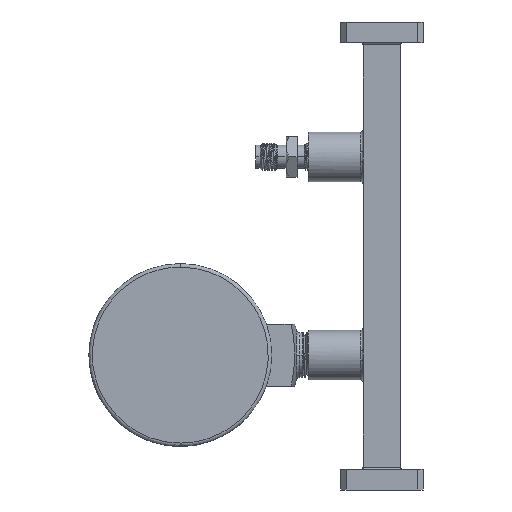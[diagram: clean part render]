
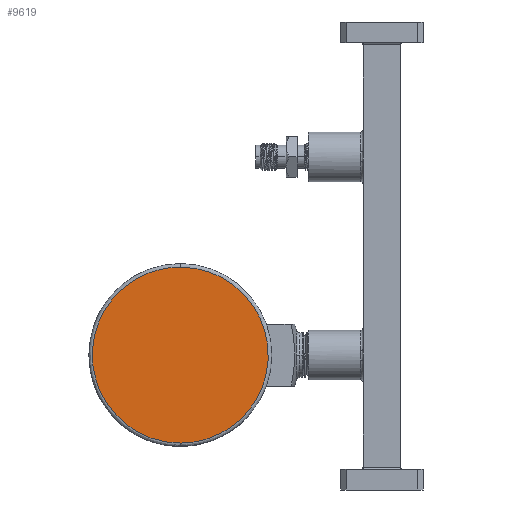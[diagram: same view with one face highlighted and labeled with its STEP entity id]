
A CAD part, left-side view. The second image highlights one B-rep face of the part: STEP entity #9619.
In plain terms, the highlighted planar face has unit normal (-1, 0, 0).
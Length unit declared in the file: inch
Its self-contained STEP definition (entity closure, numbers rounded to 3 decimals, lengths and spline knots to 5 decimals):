
#428 =( BOUNDED_CURVE ( )  B_SPLINE_CURVE ( 3, ( #533, #6430, #8535, #8616 ),
 .UNSPECIFIED., .F., .T. ) 
 B_SPLINE_CURVE_WITH_KNOTS ( ( 4, 4 ),
 ( 0., 1. ),
 .UNSPECIFIED. ) 
 CURVE ( )  GEOMETRIC_REPRESENTATION_ITEM ( )  RATIONAL_B_SPLINE_CURVE ( ( 1., 0.333, 0.333, 1. ) ) 
 REPRESENTATION_ITEM ( '' )  );
#533 = CARTESIAN_POINT ( 'NONE',  ( -0.375, 1.83, -1.69875 ) ) ;
#2979 = CARTESIAN_POINT ( 'NONE',  ( -0.375, 1.83, -1.69875 ) ) ;
#3019 = VERTEX_POINT ( 'NONE', #8773 ) ;
#3022 = EDGE_CURVE ( 'NONE', #3019, #7280, #23966, .T. ) ;
#4823 = CARTESIAN_POINT ( 'NONE',  ( -0.375, 0.2325, -1.69875 ) ) ;
#6430 = CARTESIAN_POINT ( 'NONE',  ( -0.375, 3.4275, -1.69875 ) ) ;
#7280 = VERTEX_POINT ( 'NONE', #25598 ) ;
#8535 = CARTESIAN_POINT ( 'NONE',  ( -0.375, 3.4275, -0.10125 ) ) ;
#8616 = CARTESIAN_POINT ( 'NONE',  ( -0.375, 1.83, -0.10125 ) ) ;
#8694 = CARTESIAN_POINT ( 'NONE',  ( -0.375, 0.2325, -0.10125 ) ) ;
#8773 = CARTESIAN_POINT ( 'NONE',  ( -0.375, 1.83, -0.10125 ) ) ;
#9619 = ADVANCED_FACE ( 'NONE', ( #24903 ), #13879, .F. ) ;
#11394 = EDGE_CURVE ( 'NONE', #7280, #3019, #428, .T. ) ;
#13879 = PLANE ( 'NONE',  #15888 ) ;
#14312 = CARTESIAN_POINT ( 'NONE',  ( -0.375, 1.83, -0.9 ) ) ;
#14653 = DIRECTION ( 'NONE',  ( 1., 0., 0. ) ) ;
#15827 = ORIENTED_EDGE ( 'NONE', *, *, #11394, .F. ) ;
#15888 = AXIS2_PLACEMENT_3D ( 'NONE', #14312, #14653, #24428 ) ;
#19615 = EDGE_LOOP ( 'NONE', ( #15827, #23781 ) ) ;
#23781 = ORIENTED_EDGE ( 'NONE', *, *, #3022, .F. ) ;
#23966 =( BOUNDED_CURVE ( )  B_SPLINE_CURVE ( 3, ( #25049, #8694, #4823, #2979 ),
 .UNSPECIFIED., .F., .T. ) 
 B_SPLINE_CURVE_WITH_KNOTS ( ( 4, 4 ),
 ( 0., 1. ),
 .UNSPECIFIED. ) 
 CURVE ( )  GEOMETRIC_REPRESENTATION_ITEM ( )  RATIONAL_B_SPLINE_CURVE ( ( 1., 0.333, 0.333, 1. ) ) 
 REPRESENTATION_ITEM ( '' )  );
#24428 = DIRECTION ( 'NONE',  ( 0., 0., -1. ) ) ;
#24903 = FACE_OUTER_BOUND ( 'NONE', #19615, .T. ) ;
#25049 = CARTESIAN_POINT ( 'NONE',  ( -0.375, 1.83, -0.10125 ) ) ;
#25598 = CARTESIAN_POINT ( 'NONE',  ( -0.375, 1.83, -1.69875 ) ) ;
